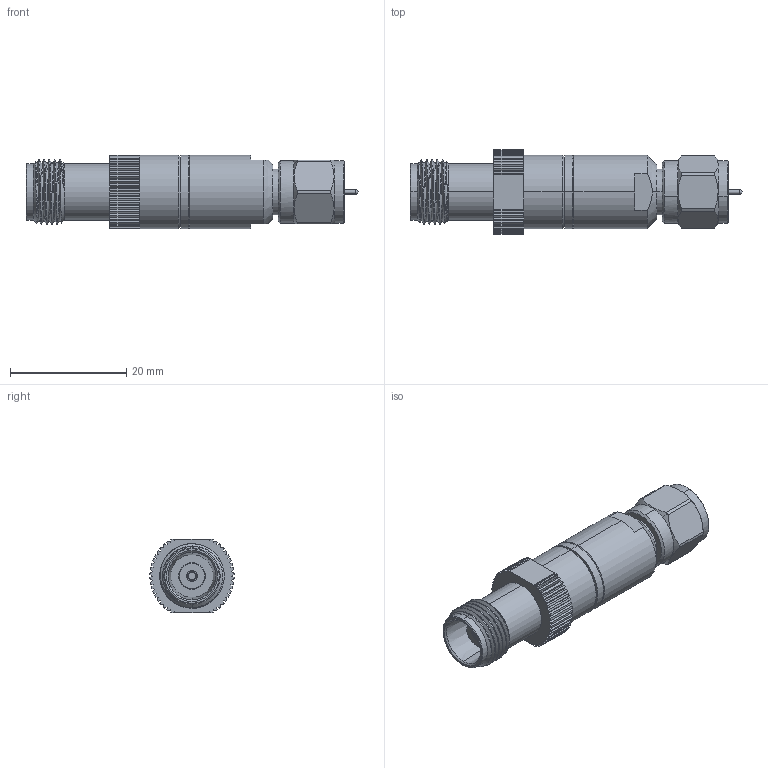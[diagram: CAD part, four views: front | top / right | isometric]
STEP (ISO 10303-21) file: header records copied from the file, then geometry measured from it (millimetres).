
FILE_DESCRIPTION (( 'STEP AP214' ), '1' );
FILE_NAME ('LCMP1111_3D.step', '2023-03-30T16:13:02', ( '' ), ( '' ), 'SwSTEP 2.0', 'SolidWorks 2022', '' );
FILE_SCHEMA (( 'AUTOMOTIVE_DESIGN' ));
Length unit declared in the file: inch
Products named in the file (1): LCMP1111_3D
Bounding box: 57.2 x 14.49 x 12.7 mm (x, y, z)
Volume: 5207.9 mm3; surface area: 3210 mm2
Topology: 1 solids, 1 shells, 296 faces, 824 edges, 542 vertices
Faces by surface type: plane 141, cylinder 110, cone 35, bspline 10
Entity records: 13478 total; most frequent: CARTESIAN_POINT 6004, ORIENTED_EDGE 1644, DIRECTION 1485, EDGE_CURVE 822, VERTEX_POINT 542, AXIS2_PLACEMENT_3D 513, VECTOR 459, LINE 459
